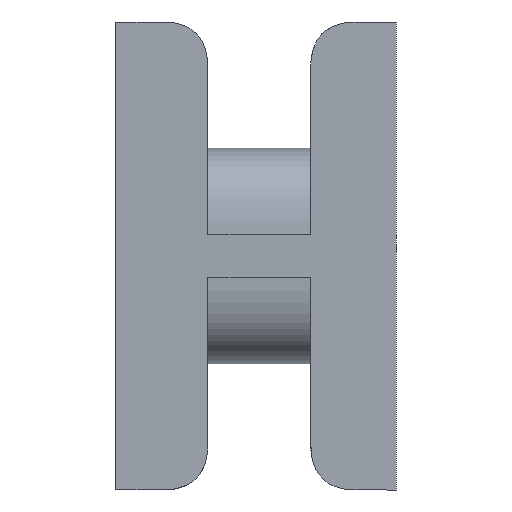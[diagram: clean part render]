
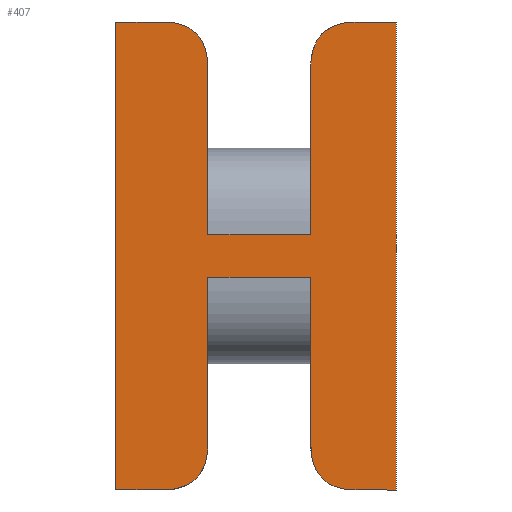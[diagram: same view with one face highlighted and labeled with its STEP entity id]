
A CAD part, front view. The second image highlights one B-rep face of the part: STEP entity #407.
In plain terms, the highlighted planar face has unit normal (0, -1, 0).
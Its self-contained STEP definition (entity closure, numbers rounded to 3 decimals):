
#12=LINE('',#783,#40);
#16=LINE('',#792,#44);
#19=LINE('',#796,#47);
#22=LINE('',#801,#50);
#25=LINE('',#806,#53);
#27=LINE('',#810,#55);
#30=LINE('',#816,#58);
#33=LINE('',#820,#61);
#36=LINE('',#825,#64);
#39=LINE('',#829,#67);
#40=VECTOR('',#439,1000.);
#44=VECTOR('',#445,1000.);
#47=VECTOR('',#450,1000.);
#50=VECTOR('',#457,1000.);
#53=VECTOR('',#462,1000.);
#55=VECTOR('',#466,1000.);
#58=VECTOR('',#471,1000.);
#61=VECTOR('',#476,1000.);
#64=VECTOR('',#483,1000.);
#67=VECTOR('',#488,1000.);
#81=PLANE('',#434);
#186=ORIENTED_EDGE('',*,*,#244,.T.);
#187=ORIENTED_EDGE('',*,*,#202,.T.);
#188=ORIENTED_EDGE('',*,*,#241,.F.);
#189=ORIENTED_EDGE('',*,*,#225,.T.);
#190=ORIENTED_EDGE('',*,*,#238,.T.);
#191=ORIENTED_EDGE('',*,*,#234,.T.);
#192=ORIENTED_EDGE('',*,*,#261,.F.);
#193=ORIENTED_EDGE('',*,*,#229,.T.);
#194=ORIENTED_EDGE('',*,*,#258,.F.);
#195=ORIENTED_EDGE('',*,*,#208,.T.);
#196=ORIENTED_EDGE('',*,*,#255,.T.);
#197=ORIENTED_EDGE('',*,*,#233,.T.);
#198=ORIENTED_EDGE('',*,*,#252,.F.);
#199=ORIENTED_EDGE('',*,*,#249,.F.);
#200=ORIENTED_EDGE('',*,*,#247,.T.);
#201=ORIENTED_EDGE('',*,*,#221,.T.);
#202=EDGE_CURVE('',#262,#263,#302,.T.);
#208=EDGE_CURVE('',#269,#268,#308,.T.);
#221=EDGE_CURVE('',#279,#281,#321,.T.);
#225=EDGE_CURVE('',#283,#285,#325,.T.);
#229=EDGE_CURVE('',#287,#289,#329,.T.);
#233=EDGE_CURVE('',#291,#293,#333,.T.);
#234=EDGE_CURVE('',#294,#295,#12,.T.);
#238=EDGE_CURVE('',#285,#294,#16,.T.);
#241=EDGE_CURVE('',#283,#263,#19,.T.);
#244=EDGE_CURVE('',#281,#262,#22,.T.);
#247=EDGE_CURVE('',#299,#279,#25,.T.);
#249=EDGE_CURVE('',#299,#300,#27,.T.);
#252=EDGE_CURVE('',#300,#293,#30,.T.);
#255=EDGE_CURVE('',#268,#291,#33,.T.);
#258=EDGE_CURVE('',#269,#289,#36,.T.);
#261=EDGE_CURVE('',#287,#295,#39,.T.);
#262=VERTEX_POINT('',#506);
#263=VERTEX_POINT('',#507);
#268=VERTEX_POINT('',#555);
#269=VERTEX_POINT('',#560);
#279=VERTEX_POINT('',#659);
#281=VERTEX_POINT('',#672);
#283=VERTEX_POINT('',#693);
#285=VERTEX_POINT('',#706);
#287=VERTEX_POINT('',#727);
#289=VERTEX_POINT('',#740);
#291=VERTEX_POINT('',#761);
#293=VERTEX_POINT('',#774);
#294=VERTEX_POINT('',#784);
#295=VERTEX_POINT('',#785);
#299=VERTEX_POINT('',#807);
#300=VERTEX_POINT('',#811);
#302=B_SPLINE_CURVE_WITH_KNOTS('',3,(#502,#503,#504,#505),.UNSPECIFIED.,
 .F.,.F.,(4,4),(0.,1.),.UNSPECIFIED.);
#308=B_SPLINE_CURVE_WITH_KNOTS('',3,(#556,#557,#558,#559),.UNSPECIFIED.,
 .F.,.F.,(4,4),(0.,1.),.UNSPECIFIED.);
#321=B_SPLINE_CURVE_WITH_KNOTS('',3,(#673,#674,#675,#676,#677,#678,#679),
 .UNSPECIFIED.,.F.,.F.,(4,1,1,1,4),(0.,0.002,0.004,
0.006,0.008),.UNSPECIFIED.);
#325=B_SPLINE_CURVE_WITH_KNOTS('',3,(#707,#708,#709,#710,#711,#712,#713),
 .UNSPECIFIED.,.F.,.F.,(4,1,1,1,4),(0.,0.002,0.004,
0.006,0.008),.UNSPECIFIED.);
#329=B_SPLINE_CURVE_WITH_KNOTS('',3,(#741,#742,#743,#744,#745,#746,#747),
 .UNSPECIFIED.,.F.,.F.,(4,1,1,1,4),(0.,0.002,0.004,
0.006,0.008),.UNSPECIFIED.);
#333=B_SPLINE_CURVE_WITH_KNOTS('',3,(#775,#776,#777,#778,#779,#780,#781),
 .UNSPECIFIED.,.F.,.F.,(4,1,1,1,4),(0.,0.002,0.004,
0.006,0.008),.UNSPECIFIED.);
#355=EDGE_LOOP('',(#186,#187,#188,#189,#190,#191,#192,#193,#194,#195,#196,
#197,#198,#199,#200,#201));
#377=FACE_BOUND('',#355,.T.);
#407=ADVANCED_FACE('',(#377),#81,.F.);
#434=AXIS2_PLACEMENT_3D('',#831,#491,#492);
#439=DIRECTION('',(0.,0.,1.));
#445=DIRECTION('',(1.,0.,0.));
#450=DIRECTION('',(0.,0.,1.));
#457=DIRECTION('',(0.,0.,1.));
#462=DIRECTION('',(1.,0.,0.));
#466=DIRECTION('',(0.,0.,1.));
#471=DIRECTION('',(1.,0.,0.));
#476=DIRECTION('',(0.,0.,1.));
#483=DIRECTION('',(0.,0.,1.));
#488=DIRECTION('',(1.,0.,0.));
#491=DIRECTION('',(0.,1.,0.));
#492=DIRECTION('',(1.,0.,0.));
#502=CARTESIAN_POINT('',(-5.15,0.,22.692));
#503=CARTESIAN_POINT('',(-1.483,0.,22.692));
#504=CARTESIAN_POINT('',(2.183,0.,22.692));
#505=CARTESIAN_POINT('',(5.85,0.,22.692));
#506=CARTESIAN_POINT('',(-5.15,0.,22.692));
#507=CARTESIAN_POINT('',(5.85,0.,22.692));
#555=CARTESIAN_POINT('',(-5.15,0.,27.308));
#556=CARTESIAN_POINT('',(5.85,0.,27.308));
#557=CARTESIAN_POINT('',(2.183,0.,27.308));
#558=CARTESIAN_POINT('',(-1.483,0.,27.308));
#559=CARTESIAN_POINT('',(-5.15,0.,27.308));
#560=CARTESIAN_POINT('',(5.85,0.,27.308));
#659=CARTESIAN_POINT('',(-10.1,0.,0.));
#672=CARTESIAN_POINT('',(-5.15,0.,4.95));
#673=CARTESIAN_POINT('',(-10.1,0.,0.));
#674=CARTESIAN_POINT('',(-9.429,0.,0.));
#675=CARTESIAN_POINT('',(-8.113,0.,0.116));
#676=CARTESIAN_POINT('',(-6.245,0.,1.085));
#677=CARTESIAN_POINT('',(-5.275,0.,2.925));
#678=CARTESIAN_POINT('',(-5.15,0.,4.276));
#679=CARTESIAN_POINT('',(-5.15,0.,4.95));
#693=CARTESIAN_POINT('',(5.85,0.,4.95));
#706=CARTESIAN_POINT('',(10.8,0.,0.));
#707=CARTESIAN_POINT('',(5.85,0.,4.95));
#708=CARTESIAN_POINT('',(5.85,0.,4.279));
#709=CARTESIAN_POINT('',(5.966,0.,2.963));
#710=CARTESIAN_POINT('',(6.935,0.,1.095));
#711=CARTESIAN_POINT('',(8.775,0.,0.125));
#712=CARTESIAN_POINT('',(10.126,0.,0.));
#713=CARTESIAN_POINT('',(10.8,0.,0.));
#727=CARTESIAN_POINT('',(10.8,0.,50.));
#740=CARTESIAN_POINT('',(5.85,0.,45.05));
#741=CARTESIAN_POINT('',(10.8,0.,50.));
#742=CARTESIAN_POINT('',(10.129,0.,50.));
#743=CARTESIAN_POINT('',(8.813,0.,49.884));
#744=CARTESIAN_POINT('',(6.945,0.,48.915));
#745=CARTESIAN_POINT('',(5.975,0.,47.075));
#746=CARTESIAN_POINT('',(5.85,0.,45.724));
#747=CARTESIAN_POINT('',(5.85,0.,45.05));
#761=CARTESIAN_POINT('',(-5.15,0.,45.05));
#774=CARTESIAN_POINT('',(-10.1,0.,50.));
#775=CARTESIAN_POINT('',(-5.15,0.,45.05));
#776=CARTESIAN_POINT('',(-5.15,0.,45.721));
#777=CARTESIAN_POINT('',(-5.266,0.,47.037));
#778=CARTESIAN_POINT('',(-6.235,0.,48.905));
#779=CARTESIAN_POINT('',(-8.075,0.,49.875));
#780=CARTESIAN_POINT('',(-9.426,0.,50.));
#781=CARTESIAN_POINT('',(-10.1,0.,50.));
#783=CARTESIAN_POINT('',(15.,0.,43.25));
#784=CARTESIAN_POINT('',(15.,0.,0.));
#785=CARTESIAN_POINT('',(15.,0.,50.));
#792=CARTESIAN_POINT('',(10.425,0.,0.));
#796=CARTESIAN_POINT('',(5.85,0.,6.75));
#801=CARTESIAN_POINT('',(-5.15,0.,6.75));
#806=CARTESIAN_POINT('',(-10.075,0.,0.));
#807=CARTESIAN_POINT('',(-15.,0.,0.));
#810=CARTESIAN_POINT('',(-15.,0.,25.));
#811=CARTESIAN_POINT('',(-15.,0.,50.));
#816=CARTESIAN_POINT('',(-10.075,0.,50.));
#820=CARTESIAN_POINT('',(-5.15,0.,43.25));
#825=CARTESIAN_POINT('',(5.85,0.,43.25));
#829=CARTESIAN_POINT('',(10.425,0.,50.));
#831=CARTESIAN_POINT('',(0.,0.,25.));
